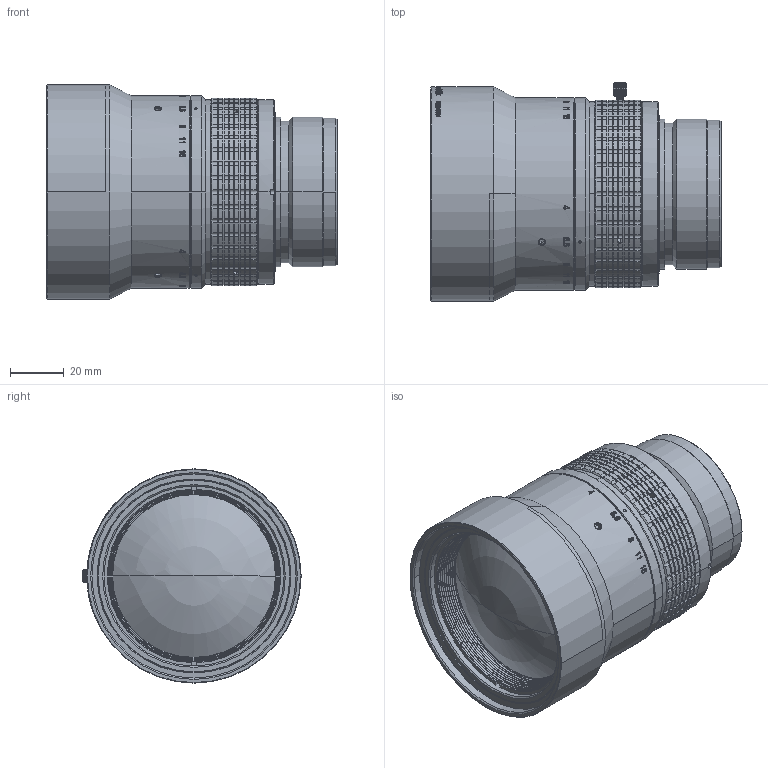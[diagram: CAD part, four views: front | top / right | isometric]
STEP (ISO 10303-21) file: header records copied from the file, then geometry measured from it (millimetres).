
FILE_DESCRIPTION((''),'2;1');
FILE_NAME('PLS16056APO_220117','2022-01-17T',('Administrator'),(''),'PRO/ENGINEER BY PARAMETRIC TECHNOLOGY CORPORATION, 2014320','PRO/ENGINEER BY PARAMETRIC TECHNOLOGY CORPORATION, 2014320','');
FILE_SCHEMA(('CONFIG_CONTROL_DESIGN'));
Length unit declared in the file: millimetre
Products named in the file (1): PLS16056APO_220117
Bounding box: 108.5 x 81.5 x 80 mm (x, y, z)
Volume: 358170.3 mm3; surface area: 65282.9 mm2
Topology: 1 solids, 9 shells, 2675 faces, 6960 edges, 4400 vertices
Faces by surface type: plane 986, cylinder 929, extrusion 330, bspline 311, cone 115, sphere 4
Entity records: 103527 total; most frequent: CARTESIAN_POINT 39483, ORIENTED_EDGE 13900, DIRECTION 12802, EDGE_CURVE 6950, AXIS2_PLACEMENT_3D 5118, VERTEX_POINT 4400, CIRCLE 3083, EDGE_LOOP 2806
